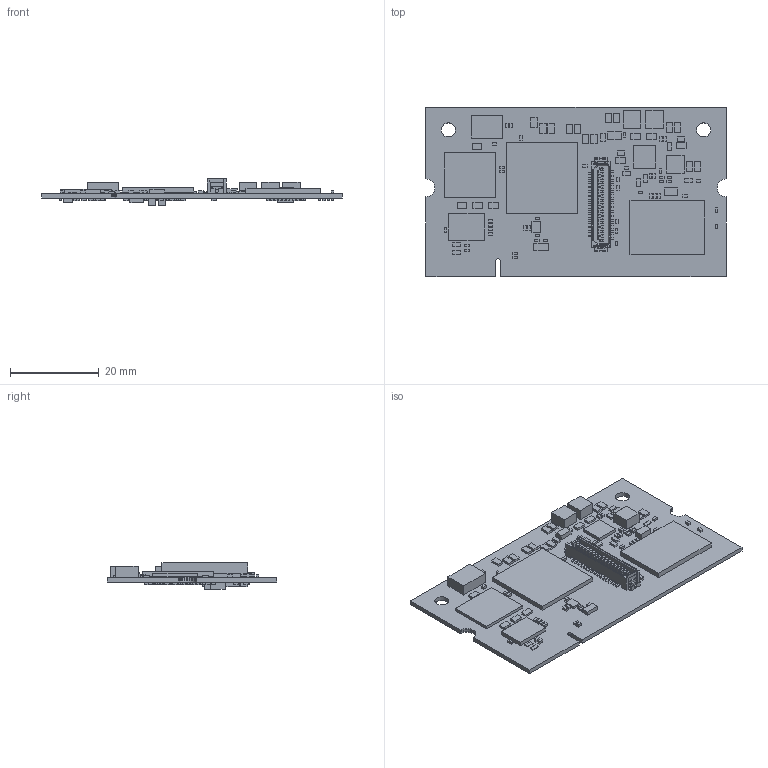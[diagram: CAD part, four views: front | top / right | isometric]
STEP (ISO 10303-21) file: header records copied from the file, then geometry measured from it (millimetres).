
FILE_DESCRIPTION(('Open CASCADE Model'),'2;1');
FILE_NAME('Open CASCADE Shape Model','2012-04-17T15:09:22',('Author'),( 'Open CASCADE'),'Open CASCADE STEP processor 6.2','Open CASCADE 6.2' ,'Unknown');
FILE_SCHEMA(('AUTOMOTIVE_DESIGN { 1 0 10303 214 1 1 1 1 }'));
Length unit declared in the file: millimetre
Products named in the file (237): PCB; Board; C57; 664327952; Extruded; C56; 526557856; R39; R25; 526557728; R26; R8; R9; R73; R72; 664328080; R71; 526557600; D4; 811041456; J2; DF9-31P-1V; p2; R47; C159; 811040944; C158; C150; X1; 811039408; R45; C149; C148; C147; C124; 664328208; C123; C122; C121; C120 ...
Assembly tree (396 placements, depth 4):
  PCB
    Board
    C57
      664327952
        Extruded
    C56
      526557856
        Extruded
    R39
      526557856
        Extruded
    R25
      526557728
        Extruded
    R26
      526557728
        Extruded
    R8
      526557728
        Extruded
    R9
      526557856
        Extruded
    R73
      526557728
        Extruded
    R72
      664328080
        Extruded
    R71
      526557600
        Extruded
    D4
      811041456
        Extruded
    J2
      DF9-31P-1V
        p2
    R47
      526557728
        Extruded
    C159
      811040944
        Extruded
    C158
      811040944
        Extruded
    C150
      526557728
        Extruded
    X1
      811039408
        Extruded
    R45
      526557856
        Extruded
    C149
      526557856
        Extruded
    C148
Bounding box: 67.6 x 38.1 x 5.92 mm (x, y, z)
Volume: 3744.9 mm3; surface area: 8669.7 mm2
Topology: 186 solids, 186 shells, 2209 faces, 5248 edges, 3434 vertices
Faces by surface type: plane 1870, cylinder 321, bspline 8, torus 6, cone 4
Full cylindrical faces by diameter (mm): 1.3 x2, 3.175 x2
Entity records: 99913 total; most frequent: CARTESIAN_POINT 30421, DIRECTION 12094, LINE 7162, VECTOR 7162, ORIENTED_EDGE 6652, PCURVE 6652, DEFINITIONAL_REPRESENTATION 6652, EDGE_CURVE 3326
